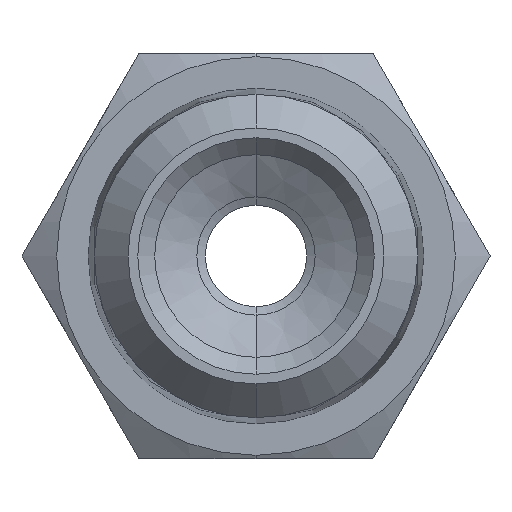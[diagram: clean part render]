
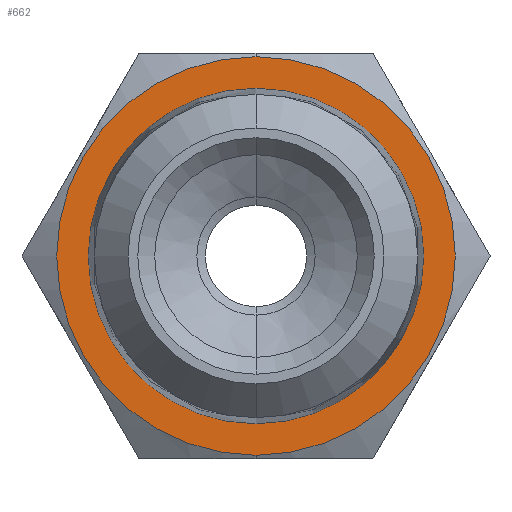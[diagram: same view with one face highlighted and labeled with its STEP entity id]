
A CAD part, front view. The second image highlights one B-rep face of the part: STEP entity #662.
In plain terms, the highlighted planar face has unit normal (0, -1, 0).
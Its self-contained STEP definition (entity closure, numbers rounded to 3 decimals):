
#155 = ORIENTED_EDGE ( 'NONE', *, *, #638, .F. ) ;
#156 = ORIENTED_EDGE ( 'NONE', *, *, #590, .F. ) ;
#158 = ORIENTED_EDGE ( 'NONE', *, *, #641, .T. ) ;
#159 = ORIENTED_EDGE ( 'NONE', *, *, #591, .T. ) ;
#225 = VERTEX_POINT ( 'NONE', #2136 ) ;
#228 = VERTEX_POINT ( 'NONE', #2156 ) ;
#240 = VERTEX_POINT ( 'NONE', #2145 ) ;
#241 = VERTEX_POINT ( 'NONE', #2144 ) ;
#393 = EDGE_LOOP ( 'NONE', ( #159, #158 ) ) ;
#406 = EDGE_LOOP ( 'NONE', ( #156, #155 ) ) ;
#590 = EDGE_CURVE ( 'NONE', #241, #240, #2158, .T. ) ;
#591 = EDGE_CURVE ( 'NONE', #228, #225, #2185, .T. ) ;
#638 = EDGE_CURVE ( 'NONE', #240, #241, #890, .T. ) ;
#641 = EDGE_CURVE ( 'NONE', #225, #228, #959, .T. ) ;
#662 = ADVANCED_FACE ( 'NONE', ( #1280, #1283 ), #1284, .F. ) ;
#890 = CIRCLE ( 'NONE', #895, 4.967 ) ;
#895 = AXIS2_PLACEMENT_3D ( 'NONE', #1185, #1186, #1187 ) ;
#904 = AXIS2_PLACEMENT_3D ( 'NONE', #1203, #1204, #1205 ) ;
#952 = AXIS2_PLACEMENT_3D ( 'NONE', #1279, #1286, #1287 ) ;
#959 = CIRCLE ( 'NONE', #904, 5.9 ) ;
#1185 = CARTESIAN_POINT ( 'NONE',  ( 0., 8., 0. ) ) ;
#1186 = DIRECTION ( 'NONE',  ( 0., -1., 0. ) ) ;
#1187 = DIRECTION ( 'NONE',  ( 0., 0., -1. ) ) ;
#1203 = CARTESIAN_POINT ( 'NONE',  ( 0., 8., 0. ) ) ;
#1204 = DIRECTION ( 'NONE',  ( 0., -1., 0. ) ) ;
#1205 = DIRECTION ( 'NONE',  ( 0., 0., 1. ) ) ;
#1279 = CARTESIAN_POINT ( 'NONE',  ( 4.967, 8., 0. ) ) ;
#1280 = FACE_OUTER_BOUND ( 'NONE', #393, .T. ) ;
#1283 = FACE_BOUND ( 'NONE', #406, .T. ) ;
#1284 = PLANE ( 'NONE',  #952 ) ;
#1286 = DIRECTION ( 'NONE',  ( 0., 1., 0. ) ) ;
#1287 = DIRECTION ( 'NONE',  ( 0., 0., 1. ) ) ;
#1500 = CARTESIAN_POINT ( 'NONE',  ( 0., 8., 0. ) ) ;
#1501 = DIRECTION ( 'NONE',  ( 0., -1., 0. ) ) ;
#1502 = DIRECTION ( 'NONE',  ( 0., 0., -1. ) ) ;
#1503 = CARTESIAN_POINT ( 'NONE',  ( 0., 8., 0. ) ) ;
#1504 = DIRECTION ( 'NONE',  ( 0., -1., 0. ) ) ;
#1505 = DIRECTION ( 'NONE',  ( 0., 0., 1. ) ) ;
#2136 = CARTESIAN_POINT ( 'NONE',  ( 0., 8., -5.9 ) ) ;
#2144 = CARTESIAN_POINT ( 'NONE',  ( 0., 8., 4.967 ) ) ;
#2145 = CARTESIAN_POINT ( 'NONE',  ( 0., 8., -4.967 ) ) ;
#2156 = CARTESIAN_POINT ( 'NONE',  ( 0., 8., 5.9 ) ) ;
#2158 = CIRCLE ( 'NONE', #2199, 4.967 ) ;
#2181 = AXIS2_PLACEMENT_3D ( 'NONE', #1503, #1504, #1505 ) ;
#2185 = CIRCLE ( 'NONE', #2181, 5.9 ) ;
#2199 = AXIS2_PLACEMENT_3D ( 'NONE', #1500, #1501, #1502 ) ;
